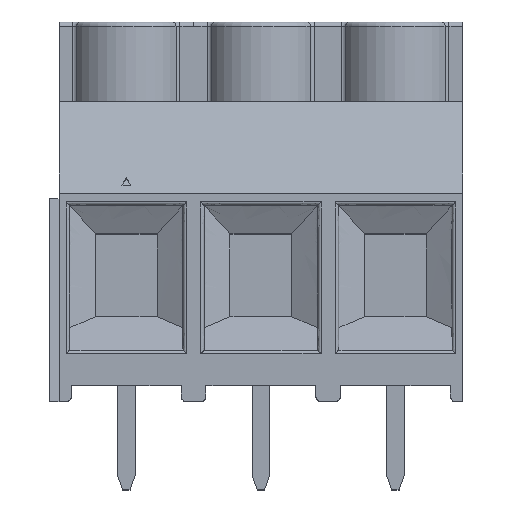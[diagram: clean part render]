
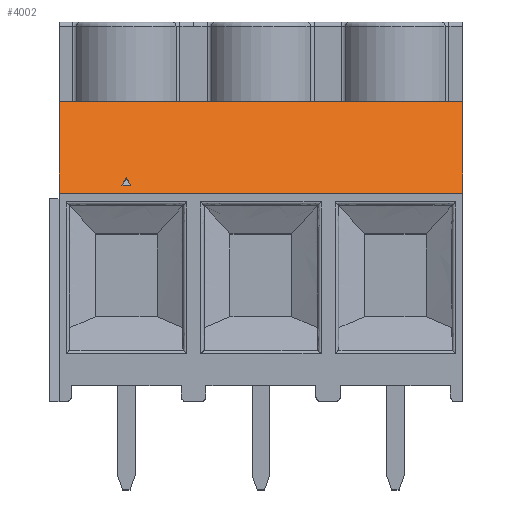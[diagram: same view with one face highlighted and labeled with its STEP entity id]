
A CAD part, top view. The second image highlights one B-rep face of the part: STEP entity #4002.
In plain terms, the highlighted planar face has unit normal (0, 0.454, 0.891).
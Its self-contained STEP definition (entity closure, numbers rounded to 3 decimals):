
#684 = DIRECTION ( 'NONE',  ( -1., 0., 0. ) ) ;
#970 = EDGE_CURVE ( 'NONE', #30562, #14047, #21037, .T. ) ;
#1589 = VERTEX_POINT ( 'NONE', #2328 ) ;
#2064 = VERTEX_POINT ( 'NONE', #10528 ) ;
#2328 = CARTESIAN_POINT ( 'NONE',  ( 22.86, 17., 9.5 ) ) ;
#2691 = ORIENTED_EDGE ( 'NONE', *, *, #23419, .F. ) ;
#3319 = CARTESIAN_POINT ( 'NONE',  ( 22.86, 17., 9.5 ) ) ;
#3910 = DIRECTION ( 'NONE',  ( 0., -0.891, 0.454 ) ) ;
#4002 = ADVANCED_FACE ( 'NONE', ( #7453, #19070 ), #5103, .F. ) ;
#4857 = VECTOR ( 'NONE', #29029, 1000. ) ;
#5103 = PLANE ( 'NONE',  #14381 ) ;
#6133 = CARTESIAN_POINT ( 'NONE',  ( 4.06, 12.245, 11.923 ) ) ;
#6539 = VERTEX_POINT ( 'NONE', #6133 ) ;
#6729 = VERTEX_POINT ( 'NONE', #12318 ) ;
#7453 = FACE_BOUND ( 'NONE', #16972, .T. ) ;
#8213 = LINE ( 'NONE', #10080, #4857 ) ;
#8757 = EDGE_CURVE ( 'NONE', #1589, #26718, #18053, .T. ) ;
#9126 = EDGE_CURVE ( 'NONE', #2064, #6729, #25318, .T. ) ;
#9197 = CARTESIAN_POINT ( 'NONE',  ( 3.56, 12.245, 11.923 ) ) ;
#9224 = DIRECTION ( 'NONE',  ( -0.447, -0.797, 0.406 ) ) ;
#9624 = ORIENTED_EDGE ( 'NONE', *, *, #8757, .F. ) ;
#10080 = CARTESIAN_POINT ( 'NONE',  ( 4.06, 12.245, 11.923 ) ) ;
#10528 = CARTESIAN_POINT ( 'NONE',  ( 0., 17., 9.5 ) ) ;
#10894 = CARTESIAN_POINT ( 'NONE',  ( 22.86, 11.8, 12.15 ) ) ;
#12318 = CARTESIAN_POINT ( 'NONE',  ( 0., 11.8, 12.15 ) ) ;
#14047 = VERTEX_POINT ( 'NONE', #30629 ) ;
#14381 = AXIS2_PLACEMENT_3D ( 'NONE', #16610, #21568, #28724 ) ;
#15102 = DIRECTION ( 'NONE',  ( 0., -0.891, 0.454 ) ) ;
#15533 = DIRECTION ( 'NONE',  ( -1., 0., 0. ) ) ;
#15838 = ORIENTED_EDGE ( 'NONE', *, *, #9126, .T. ) ;
#16610 = CARTESIAN_POINT ( 'NONE',  ( 22.86, 17., 9.5 ) ) ;
#16972 = EDGE_LOOP ( 'NONE', ( #25957, #17696, #24748 ) ) ;
#17065 = LINE ( 'NONE', #9197, #27165 ) ;
#17696 = ORIENTED_EDGE ( 'NONE', *, *, #26759, .F. ) ;
#18053 = LINE ( 'NONE', #29697, #21967 ) ;
#19031 = EDGE_CURVE ( 'NONE', #1589, #2064, #21918, .T. ) ;
#19070 = FACE_OUTER_BOUND ( 'NONE', #30163, .T. ) ;
#19379 = DIRECTION ( 'NONE',  ( 1., 0., 0. ) ) ;
#21037 = LINE ( 'NONE', #23496, #28545 ) ;
#21108 = VECTOR ( 'NONE', #684, 1000. ) ;
#21568 = DIRECTION ( 'NONE',  ( 0., -0.454, -0.891 ) ) ;
#21918 = LINE ( 'NONE', #3319, #21108 ) ;
#21967 = VECTOR ( 'NONE', #15102, 1000. ) ;
#23419 = EDGE_CURVE ( 'NONE', #26718, #6729, #27358, .T. ) ;
#23496 = CARTESIAN_POINT ( 'NONE',  ( 3.81, 12.691, 11.696 ) ) ;
#24748 = ORIENTED_EDGE ( 'NONE', *, *, #970, .F. ) ;
#24840 = ORIENTED_EDGE ( 'NONE', *, *, #19031, .T. ) ;
#24863 = CARTESIAN_POINT ( 'NONE',  ( 22.86, 11.8, 12.15 ) ) ;
#25155 = CARTESIAN_POINT ( 'NONE',  ( 0., 17., 9.5 ) ) ;
#25318 = LINE ( 'NONE', #25155, #29847 ) ;
#25957 = ORIENTED_EDGE ( 'NONE', *, *, #27891, .F. ) ;
#26718 = VERTEX_POINT ( 'NONE', #10894 ) ;
#26759 = EDGE_CURVE ( 'NONE', #14047, #6539, #17065, .T. ) ;
#27165 = VECTOR ( 'NONE', #19379, 1000. ) ;
#27239 = CARTESIAN_POINT ( 'NONE',  ( 3.81, 12.691, 11.696 ) ) ;
#27358 = LINE ( 'NONE', #24863, #30677 ) ;
#27891 = EDGE_CURVE ( 'NONE', #6539, #30562, #8213, .T. ) ;
#28545 = VECTOR ( 'NONE', #9224, 1000. ) ;
#28724 = DIRECTION ( 'NONE',  ( 0., 0.891, -0.454 ) ) ;
#29029 = DIRECTION ( 'NONE',  ( -0.447, 0.797, -0.406 ) ) ;
#29697 = CARTESIAN_POINT ( 'NONE',  ( 22.86, 17., 9.5 ) ) ;
#29847 = VECTOR ( 'NONE', #3910, 1000. ) ;
#30163 = EDGE_LOOP ( 'NONE', ( #15838, #2691, #9624, #24840 ) ) ;
#30562 = VERTEX_POINT ( 'NONE', #27239 ) ;
#30629 = CARTESIAN_POINT ( 'NONE',  ( 3.56, 12.245, 11.923 ) ) ;
#30677 = VECTOR ( 'NONE', #15533, 1000. ) ;
